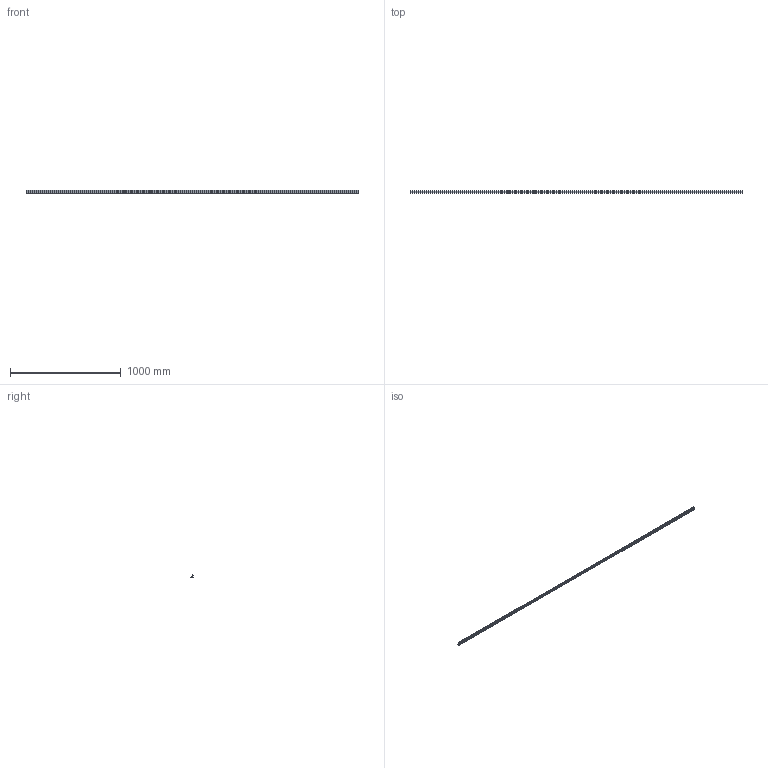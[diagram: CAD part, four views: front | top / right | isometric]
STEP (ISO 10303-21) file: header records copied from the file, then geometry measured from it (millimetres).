
FILE_DESCRIPTION(('STEP AP214'),'1');
FILE_NAME('cctmp_BC422B14-B2D9-4C56-BB44-06F4FE7064CB_2022_06_15_13_55_58_0301_11788..stp','2022-06-15T11:55:58',('Bosch Rexroth AG'),('CADClick - www.CADClick.com'),'Spatial InterOp 3D',' ','unknown authorization - (Healing Option Enabled)');
FILE_SCHEMA(('AUTOMOTIVE_DESIGN'));
Length unit declared in the file: millimetre
Products named in the file (1): 2022_06_15_13_55_58_0301
Bounding box: 3000 x 21.95 x 33.29 mm (x, y, z)
Volume: 533199.2 mm3; surface area: 405379.3 mm2
Topology: 1 solids, 1 shells, 44 faces, 126 edges, 84 vertices
Faces by surface type: plane 40, cylinder 4
Entity records: 1794 total; most frequent: CARTESIAN_POINT 255, ORIENTED_EDGE 252, DIRECTION 224, EDGE_CURVE 126, LINE 118, VECTOR 118, VERTEX_POINT 84, AXIS2_PLACEMENT_3D 53
